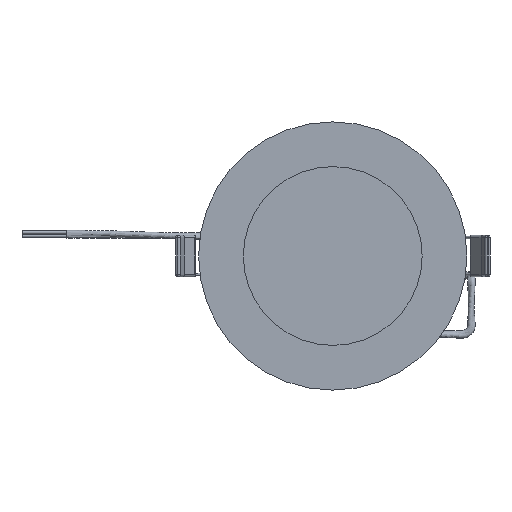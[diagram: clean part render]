
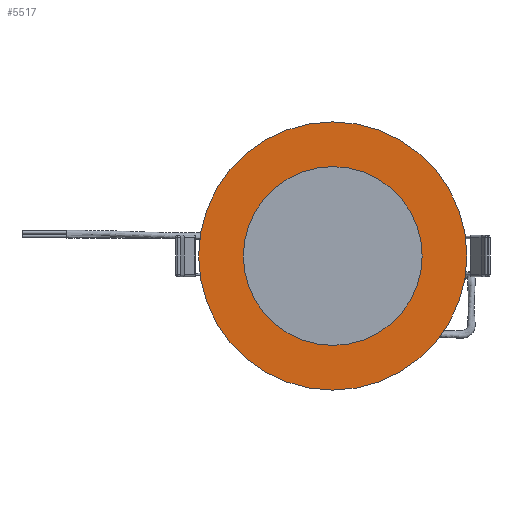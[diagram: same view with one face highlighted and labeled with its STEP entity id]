
A CAD part, front view. The second image highlights one B-rep face of the part: STEP entity #5517.
In plain terms, the highlighted planar face has unit normal (0, -1, 0).
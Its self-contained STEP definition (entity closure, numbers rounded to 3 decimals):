
#252 = FACE_BOUND ( 'NONE', #903, .T. ) ;
#389 = AXIS2_PLACEMENT_3D ( 'NONE', #9329, #9263, #9248 ) ;
#426 = FACE_OUTER_BOUND ( 'NONE', #2690, .T. ) ;
#903 = EDGE_LOOP ( 'NONE', ( #2585 ) ) ;
#1603 = EDGE_CURVE ( 'NONE', #8040, #8040, #5919, .T. ) ;
#1976 = EDGE_CURVE ( 'NONE', #3317, #3317, #5319, .T. ) ;
#2181 = AXIS2_PLACEMENT_3D ( 'NONE', #5643, #3885, #10047 ) ;
#2585 = ORIENTED_EDGE ( 'NONE', *, *, #1603, .F. ) ;
#2690 = EDGE_LOOP ( 'NONE', ( #9066 ) ) ;
#2852 = CARTESIAN_POINT ( 'NONE',  ( 0., 0., -40. ) ) ;
#3317 = VERTEX_POINT ( 'NONE', #3759 ) ;
#3759 = CARTESIAN_POINT ( 'NONE',  ( 0., 0., -60. ) ) ;
#3885 = DIRECTION ( 'NONE',  ( 0., -1., 0. ) ) ;
#5319 = CIRCLE ( 'NONE', #7005, 60. ) ;
#5517 = ADVANCED_FACE ( 'NONE', ( #252, #426 ), #8312, .T. ) ;
#5643 = CARTESIAN_POINT ( 'NONE',  ( 0., 0., 0. ) ) ;
#5919 = CIRCLE ( 'NONE', #389, 40. ) ;
#6576 = DIRECTION ( 'NONE',  ( 0., 0., -1. ) ) ;
#6592 = DIRECTION ( 'NONE',  ( 0., -1., 0. ) ) ;
#6615 = CARTESIAN_POINT ( 'NONE',  ( 0., 0., 0. ) ) ;
#7005 = AXIS2_PLACEMENT_3D ( 'NONE', #6615, #6592, #6576 ) ;
#8040 = VERTEX_POINT ( 'NONE', #2852 ) ;
#8312 = PLANE ( 'NONE',  #2181 ) ;
#9066 = ORIENTED_EDGE ( 'NONE', *, *, #1976, .T. ) ;
#9248 = DIRECTION ( 'NONE',  ( 0., 0., -1. ) ) ;
#9263 = DIRECTION ( 'NONE',  ( 0., -1., 0. ) ) ;
#9329 = CARTESIAN_POINT ( 'NONE',  ( 0., 0., 0. ) ) ;
#10047 = DIRECTION ( 'NONE',  ( 0., 0., -1. ) ) ;
